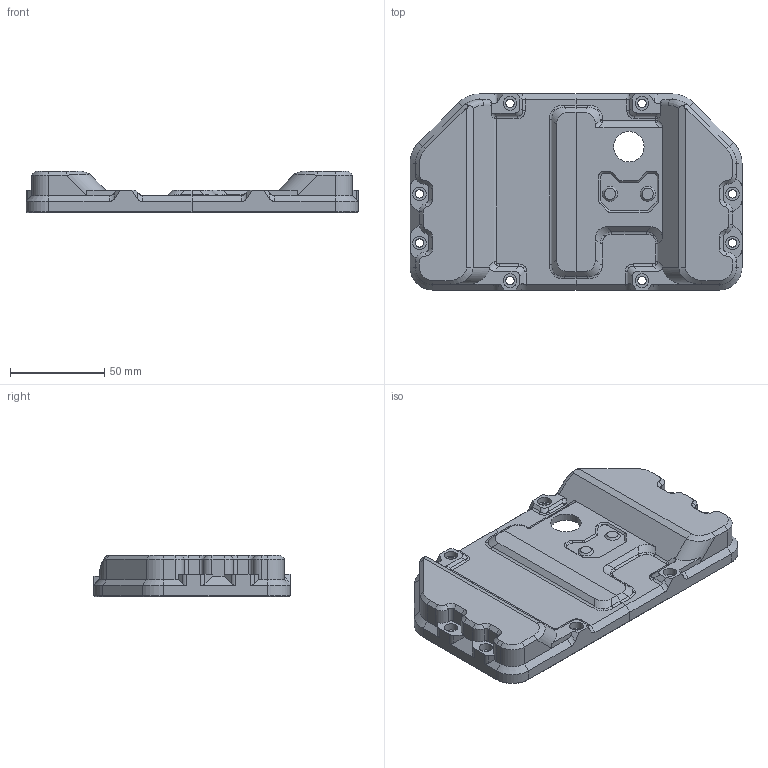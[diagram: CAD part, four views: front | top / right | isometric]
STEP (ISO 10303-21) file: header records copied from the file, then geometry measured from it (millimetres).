
FILE_DESCRIPTION(('HOOPS Exchange Step'),'2;1');
FILE_NAME('temp_export','2021-11-08T14:46:01-05:00',('poastoast'),('Shapr3D Limited'),'HOOPS Exchange 2021.1','Shapr3D','Authorized');
FILE_SCHEMA( ('AP203_CONFIGURATION_CONTROLLED_3D_DESIGN_OF_MECHANICAL_PARTS_AND_ASSEMBLIES_MIM_LF') );
Length unit declared in the file: millimetre
Products named in the file (1): 5CE3310C-B298-44B9-ACCC-8D96F8CCE62F.tmp
Bounding box: 176 x 104 x 22 mm (x, y, z)
Volume: 84377.2 mm3; surface area: 52140.9 mm2
Topology: 2 solids, 2 shells, 507 faces, 1331 edges, 835 vertices
Faces by surface type: plane 219, cylinder 168, cone 86, bspline 30, sphere 4
Full cylindrical faces by diameter (mm): 4.4 x8, 7.2 x8, 16.2 x1, 26 x1
Entity records: 20377 total; most frequent: CARTESIAN_POINT 7636, DIRECTION 2730, ORIENTED_EDGE 2654, EDGE_CURVE 1327, AXIS2_PLACEMENT_3D 979, VERTEX_POINT 835, VECTOR 772, LINE 772
